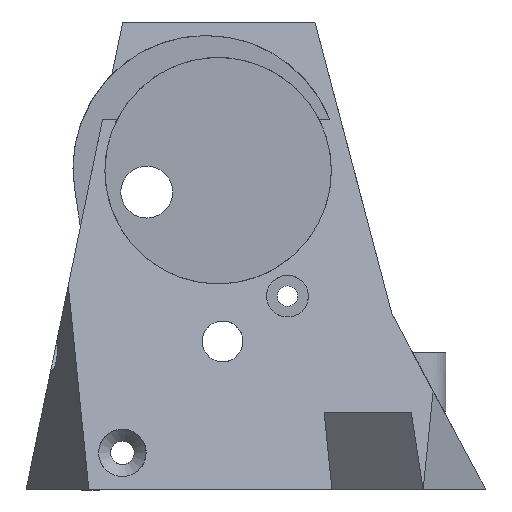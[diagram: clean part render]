
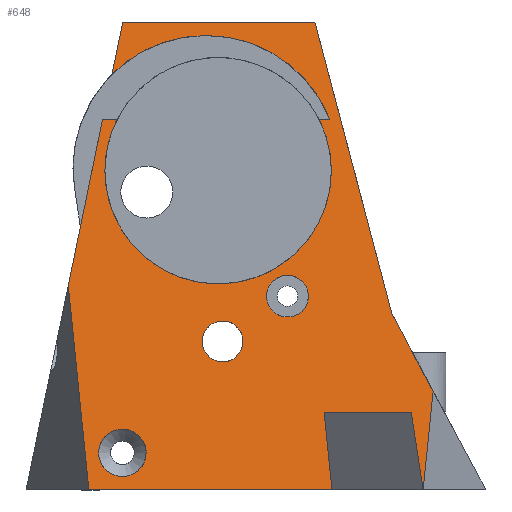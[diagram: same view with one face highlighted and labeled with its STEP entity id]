
A CAD part, front view. The second image highlights one B-rep face of the part: STEP entity #648.
In plain terms, the highlighted planar face has unit normal (0, -0.985, 0.172).
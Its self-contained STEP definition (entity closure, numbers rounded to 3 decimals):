
#57 = VERTEX_POINT('',#58);
#58 = CARTESIAN_POINT('',(10.219,-22.7,0.));
#64 = EDGE_CURVE('',#57,#65,#67,.T.);
#65 = VERTEX_POINT('',#66);
#66 = CARTESIAN_POINT('',(-22.5,-22.7,0.));
#67 = LINE('',#68,#69);
#68 = CARTESIAN_POINT('',(22.5,-22.7,0.));
#69 = VECTOR('',#70,1.);
#70 = DIRECTION('',(-1.,0.,0.));
#631 = VERTEX_POINT('',#632);
#632 = CARTESIAN_POINT('',(-25.27,-17.903,
    27.476));
#638 = EDGE_CURVE('',#65,#631,#639,.T.);
#639 = LINE('',#640,#641);
#640 = CARTESIAN_POINT('',(-22.555,-22.605,
    0.545));
#641 = VECTOR('',#642,1.);
#642 = DIRECTION('',(-0.099,0.171,0.98)
  );
#648 = ADVANCED_FACE('',(#649,#784,#795,#806),#817,.T.);
#649 = FACE_BOUND('',#650,.T.);
#650 = EDGE_LOOP('',(#651,#652,#660,#668,#676,#684,#692,#700,#708,#716,
    #725,#734,#742,#751,#760,#769,#777,#783));
#651 = ORIENTED_EDGE('',*,*,#64,.F.);
#652 = ORIENTED_EDGE('',*,*,#653,.T.);
#653 = EDGE_CURVE('',#57,#654,#656,.T.);
#654 = VERTEX_POINT('',#655);
#655 = CARTESIAN_POINT('',(9.168,-20.879,10.428
    ));
#656 = LINE('',#657,#658);
#657 = CARTESIAN_POINT('',(9.97,-22.268,2.475)
  );
#658 = VECTOR('',#659,1.);
#659 = DIRECTION('',(-0.099,0.171,0.98)
  );
#660 = ORIENTED_EDGE('',*,*,#661,.F.);
#661 = EDGE_CURVE('',#662,#654,#664,.T.);
#662 = VERTEX_POINT('',#663);
#663 = CARTESIAN_POINT('',(20.906,-20.879,
    10.428));
#664 = LINE('',#665,#666);
#665 = CARTESIAN_POINT('',(-2.25,-20.879,10.428));
#666 = VECTOR('',#667,1.);
#667 = DIRECTION('',(-1.,0.,0.));
#668 = ORIENTED_EDGE('',*,*,#669,.T.);
#669 = EDGE_CURVE('',#662,#670,#672,.T.);
#670 = VERTEX_POINT('',#671);
#671 = CARTESIAN_POINT('',(22.5,-22.7,0.));
#672 = LINE('',#673,#674);
#673 = CARTESIAN_POINT('',(22.25,-22.415,
    1.632));
#674 = VECTOR('',#675,1.);
#675 = DIRECTION('',(0.149,-0.17,-0.974));
#676 = ORIENTED_EDGE('',*,*,#677,.F.);
#677 = EDGE_CURVE('',#678,#670,#680,.T.);
#678 = VERTEX_POINT('',#679);
#679 = CARTESIAN_POINT('',(23.841,-20.378,
    13.301));
#680 = LINE('',#681,#682);
#681 = CARTESIAN_POINT('',(22.555,-22.605,
    0.545));
#682 = VECTOR('',#683,1.);
#683 = DIRECTION('',(-0.099,-0.171,-0.98
    ));
#684 = ORIENTED_EDGE('',*,*,#685,.F.);
#685 = EDGE_CURVE('',#686,#678,#688,.T.);
#686 = VERTEX_POINT('',#687);
#687 = CARTESIAN_POINT('',(18.285,-18.56,23.712));
#688 = LINE('',#689,#690);
#689 = CARTESIAN_POINT('',(26.786,-21.341,
    7.783));
#690 = VECTOR('',#691,1.);
#691 = DIRECTION('',(0.465,-0.152,-0.872));
#692 = ORIENTED_EDGE('',*,*,#693,.F.);
#693 = EDGE_CURVE('',#694,#686,#696,.T.);
#694 = VERTEX_POINT('',#695);
#695 = CARTESIAN_POINT('',(7.939,-11.7,63.));
#696 = LINE('',#697,#698);
#697 = CARTESIAN_POINT('',(20.246,-19.86,
    16.266));
#698 = VECTOR('',#699,1.);
#699 = DIRECTION('',(0.251,-0.166,-0.954));
#700 = ORIENTED_EDGE('',*,*,#701,.F.);
#701 = EDGE_CURVE('',#702,#694,#704,.T.);
#702 = VERTEX_POINT('',#703);
#703 = CARTESIAN_POINT('',(-17.939,-11.7,63.));
#704 = LINE('',#705,#706);
#705 = CARTESIAN_POINT('',(0.,-11.7,63.));
#706 = VECTOR('',#707,1.);
#707 = DIRECTION('',(1.,0.,0.));
#708 = ORIENTED_EDGE('',*,*,#709,.F.);
#709 = EDGE_CURVE('',#710,#702,#712,.T.);
#710 = VERTEX_POINT('',#711);
#711 = CARTESIAN_POINT('',(-19.4,-12.936,
    55.922));
#712 = LINE('',#713,#714);
#713 = CARTESIAN_POINT('',(-29.944,-21.858,
    4.822));
#714 = VECTOR('',#715,1.);
#715 = DIRECTION('',(0.199,0.169,0.965));
#716 = ORIENTED_EDGE('',*,*,#717,.T.);
#717 = EDGE_CURVE('',#710,#718,#720,.T.);
#718 = VERTEX_POINT('',#719);
#719 = CARTESIAN_POINT('',(0.,-12.246,59.872));
#720 = ELLIPSE('',#721,18.186,17.915);
#721 = AXIS2_PLACEMENT_3D('',#722,#723,#724);
#722 = CARTESIAN_POINT('',(-6.721,-15.146,43.265));
#723 = DIRECTION('',(0.,0.985,-0.172));
#724 = DIRECTION('',(0.,0.172,0.985));
#725 = ORIENTED_EDGE('',*,*,#726,.T.);
#726 = EDGE_CURVE('',#718,#727,#729,.T.);
#727 = VERTEX_POINT('',#728);
#728 = CARTESIAN_POINT('',(9.949,-14.,49.827));
#729 = ELLIPSE('',#730,18.186,17.915);
#730 = AXIS2_PLACEMENT_3D('',#731,#732,#733);
#731 = CARTESIAN_POINT('',(-6.721,-15.146,43.265));
#732 = DIRECTION('',(0.,0.985,-0.172));
#733 = DIRECTION('',(0.,0.172,0.985));
#734 = ORIENTED_EDGE('',*,*,#735,.T.);
#735 = EDGE_CURVE('',#727,#736,#738,.T.);
#736 = VERTEX_POINT('',#737);
#737 = CARTESIAN_POINT('',(8.537,-14.,49.827));
#738 = LINE('',#739,#740);
#739 = CARTESIAN_POINT('',(-5.139,-14.,49.827));
#740 = VECTOR('',#741,1.);
#741 = DIRECTION('',(-1.,0.,0.));
#742 = ORIENTED_EDGE('',*,*,#743,.T.);
#743 = EDGE_CURVE('',#736,#744,#746,.T.);
#744 = VERTEX_POINT('',#745);
#745 = CARTESIAN_POINT('',(10.155,-15.194,42.991));
#746 = ELLIPSE('',#747,15.481,15.25);
#747 = AXIS2_PLACEMENT_3D('',#748,#749,#750);
#748 = CARTESIAN_POINT('',(-5.095,-15.194,42.991));
#749 = DIRECTION('',(0.,0.985,-0.172));
#750 = DIRECTION('',(0.,0.172,0.985));
#751 = ORIENTED_EDGE('',*,*,#752,.T.);
#752 = EDGE_CURVE('',#744,#753,#755,.T.);
#753 = VERTEX_POINT('',#754);
#754 = CARTESIAN_POINT('',(0.,-17.703,28.618));
#755 = ELLIPSE('',#756,15.481,15.25);
#756 = AXIS2_PLACEMENT_3D('',#757,#758,#759);
#757 = CARTESIAN_POINT('',(-5.095,-15.194,42.991));
#758 = DIRECTION('',(0.,0.985,-0.172));
#759 = DIRECTION('',(0.,0.172,0.985));
#760 = ORIENTED_EDGE('',*,*,#761,.T.);
#761 = EDGE_CURVE('',#753,#762,#764,.T.);
#762 = VERTEX_POINT('',#763);
#763 = CARTESIAN_POINT('',(-18.727,-14.,49.827));
#764 = ELLIPSE('',#765,15.481,15.25);
#765 = AXIS2_PLACEMENT_3D('',#766,#767,#768);
#766 = CARTESIAN_POINT('',(-5.095,-15.194,42.991));
#767 = DIRECTION('',(0.,0.985,-0.172));
#768 = DIRECTION('',(0.,0.172,0.985));
#769 = ORIENTED_EDGE('',*,*,#770,.F.);
#770 = EDGE_CURVE('',#771,#762,#773,.T.);
#771 = VERTEX_POINT('',#772);
#772 = CARTESIAN_POINT('',(-20.658,-14.,49.827));
#773 = LINE('',#774,#775);
#774 = CARTESIAN_POINT('',(-5.139,-14.,49.827));
#775 = VECTOR('',#776,1.);
#776 = DIRECTION('',(1.,0.,0.));
#777 = ORIENTED_EDGE('',*,*,#778,.F.);
#778 = EDGE_CURVE('',#631,#771,#779,.T.);
#779 = LINE('',#780,#781);
#780 = CARTESIAN_POINT('',(-29.944,-21.858,
    4.822));
#781 = VECTOR('',#782,1.);
#782 = DIRECTION('',(0.199,0.169,0.965));
#783 = ORIENTED_EDGE('',*,*,#638,.F.);
#784 = FACE_BOUND('',#785,.T.);
#785 = EDGE_LOOP('',(#786));
#786 = ORIENTED_EDGE('',*,*,#787,.T.);
#787 = EDGE_CURVE('',#788,#788,#790,.T.);
#788 = VERTEX_POINT('',#789);
#789 = CARTESIAN_POINT('',(-14.788,-21.826,5.007));
#790 = ELLIPSE('',#791,3.248,3.2);
#791 = AXIS2_PLACEMENT_3D('',#792,#793,#794);
#792 = CARTESIAN_POINT('',(-17.988,-21.826,5.007));
#793 = DIRECTION('',(0.,0.985,-0.172));
#794 = DIRECTION('',(0.,-0.172,-0.985)
  );
#795 = FACE_BOUND('',#796,.T.);
#796 = EDGE_LOOP('',(#797));
#797 = ORIENTED_EDGE('',*,*,#798,.T.);
#798 = EDGE_CURVE('',#799,#799,#801,.T.);
#799 = VERTEX_POINT('',#800);
#800 = CARTESIAN_POINT('',(7.038,-18.144,26.095));
#801 = ELLIPSE('',#802,2.842,2.8);
#802 = AXIS2_PLACEMENT_3D('',#803,#804,#805);
#803 = CARTESIAN_POINT('',(4.238,-18.144,26.095));
#804 = DIRECTION('',(0.,0.985,-0.172));
#805 = DIRECTION('',(0.,0.172,0.985));
#806 = FACE_BOUND('',#807,.T.);
#807 = EDGE_LOOP('',(#808));
#808 = ORIENTED_EDGE('',*,*,#809,.T.);
#809 = EDGE_CURVE('',#810,#810,#812,.T.);
#810 = VERTEX_POINT('',#811);
#811 = CARTESIAN_POINT('',(-1.75,-19.208,20.));
#812 = ELLIPSE('',#813,2.792,2.75);
#813 = AXIS2_PLACEMENT_3D('',#814,#815,#816);
#814 = CARTESIAN_POINT('',(-4.5,-19.208,20.));
#815 = DIRECTION('',(0.,0.985,-0.172));
#816 = DIRECTION('',(0.,0.172,0.985));
#817 = PLANE('',#818);
#818 = AXIS2_PLACEMENT_3D('',#819,#820,#821);
#819 = CARTESIAN_POINT('',(-1.566,-17.113,
    32.));
#820 = DIRECTION('',(0.,-0.985,0.172));
#821 = DIRECTION('',(0.,-0.172,-0.985)
  );
